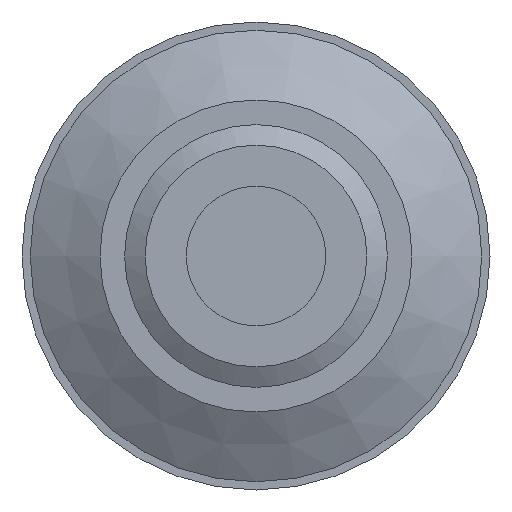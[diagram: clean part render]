
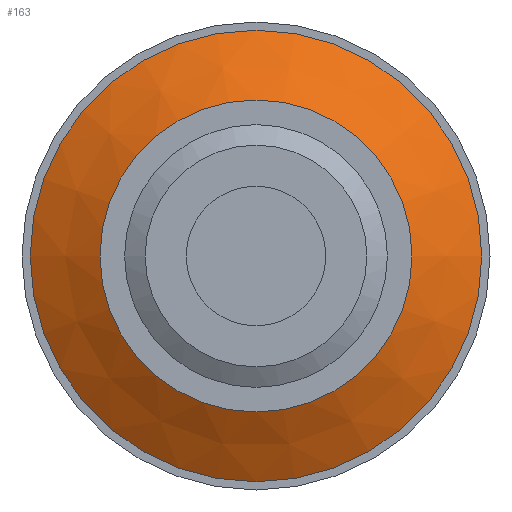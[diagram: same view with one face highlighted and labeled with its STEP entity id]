
A CAD part, front view. The second image highlights one B-rep face of the part: STEP entity #163.
In plain terms, the highlighted conical face has half-angle 60 degrees and reference radius 1.9 mm.
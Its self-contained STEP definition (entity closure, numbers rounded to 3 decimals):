
#84=FACE_BOUND('',#251,.T.);
#85=FACE_BOUND('',#252,.T.);
#132=CONICAL_SURFACE('',#589,1.9,60.);
#163=ADVANCED_FACE('',(#84,#85),#132,.T.);
#251=EDGE_LOOP('',(#391));
#252=EDGE_LOOP('',(#392));
#305=CIRCLE('',#586,2.75);
#306=CIRCLE('',#588,1.9);
#391=ORIENTED_EDGE('',*,*,#500,.F.);
#392=ORIENTED_EDGE('',*,*,#501,.T.);
#450=VERTEX_POINT('',#904);
#451=VERTEX_POINT('',#907);
#500=EDGE_CURVE('',#450,#450,#305,.T.);
#501=EDGE_CURVE('',#451,#451,#306,.T.);
#586=AXIS2_PLACEMENT_3D('',#903,#729,#730);
#588=AXIS2_PLACEMENT_3D('',#906,#733,#734);
#589=AXIS2_PLACEMENT_3D('',#908,#735,#736);
#729=DIRECTION('',(0.,1.,0.));
#730=DIRECTION('',(-1.,0.,0.));
#733=DIRECTION('',(0.,1.,0.));
#734=DIRECTION('',(-1.,0.,0.));
#735=DIRECTION('',(0.,1.,0.));
#736=DIRECTION('',(-1.,0.,0.));
#903=CARTESIAN_POINT('',(9.194,8.656,-0.415));
#904=CARTESIAN_POINT('',(6.444,8.656,-0.415));
#906=CARTESIAN_POINT('',(9.194,8.166,-0.415));
#907=CARTESIAN_POINT('',(7.294,8.166,-0.415));
#908=CARTESIAN_POINT('',(9.194,8.166,-0.415));
